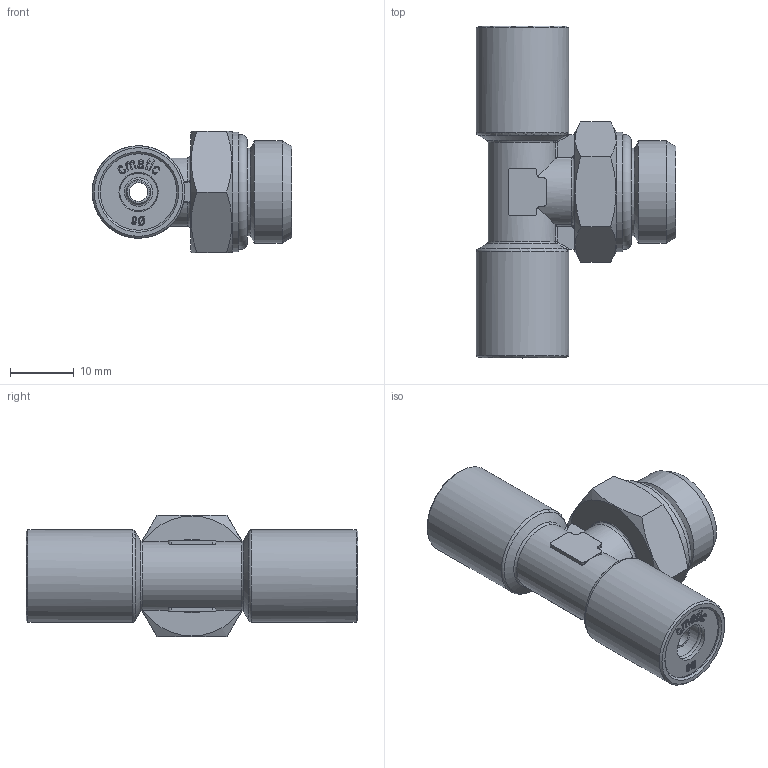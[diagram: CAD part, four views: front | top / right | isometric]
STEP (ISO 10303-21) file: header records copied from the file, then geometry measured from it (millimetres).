
FILE_DESCRIPTION(( 'MAF.21.06.M16X1.5.stp' ), '1');
FILE_NAME( 'MAF.21.06.M16X1.5.stp', '2021-02-19T15:26:59',( 'Sopra'),('sopra-pneumatic.com'), 'SwSTEP 2.0','SolidWorks 2009','' );
FILE_SCHEMA( ( 'CONFIG_CONTROL_DESIGN' ) );
Length unit declared in the file: millimetre
Products named in the file (1): Rivoluzione2
Bounding box: 31.25 x 52 x 19 mm (x, y, z)
Volume: 9242.1 mm3; surface area: 6315.4 mm2
Topology: 1 solids, 1 shells, 413 faces, 1091 edges, 714 vertices
Faces by surface type: plane 170, bspline 160, cylinder 48, cone 18, torus 15, sphere 2
Full cylindrical faces by diameter (mm): 2.95 x2, 3.85 x2, 4 x2, 5 x1, 6.15 x4, 10 x1, 12 x2, 13.7 x1, 14.5 x2, 16 x1, 18.8 x1
Entity records: 20182 total; most frequent: CARTESIAN_POINT 11304, ORIENTED_EDGE 2084, DIRECTION 1272, EDGE_CURVE 1042, VERTEX_POINT 706, LINE 532, VECTOR 532, EDGE_LOOP 491
